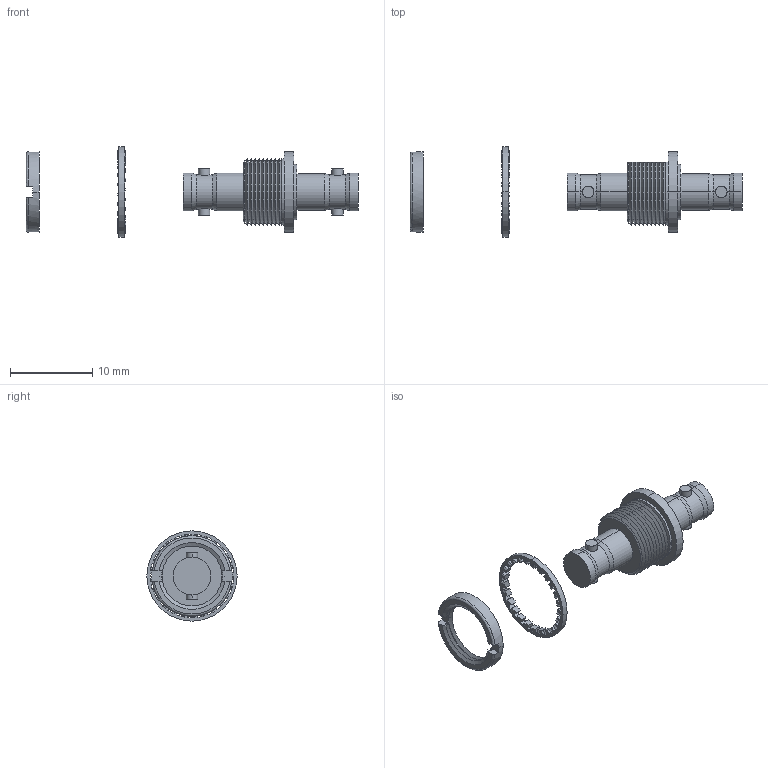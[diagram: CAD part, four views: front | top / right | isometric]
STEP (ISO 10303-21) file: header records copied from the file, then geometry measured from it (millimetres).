
FILE_DESCRIPTION (( 'STEP AP214' ), '1' );
FILE_NAME ('V7C00018.STEP', '2018-10-26T17:38:40', ( '' ), ( '' ), 'SwSTEP 2.0', 'SolidWorks 2017', '' );
FILE_SCHEMA (( 'AUTOMOTIVE_DESIGN' ));
Length unit declared in the file: inch
Products named in the file (4): V7C00018-MA2; V7C00018; V7C00018-MA1; V7C00018-MA3
Assembly tree (3 placements, depth 2):
  V7C00018
    V7C00018-MA1
    V7C00018-MA3
    V7C00018-MA2
Bounding box: 40.49 x 11 x 11 mm (x, y, z)
Volume: 626.7 mm3; surface area: 917.7 mm2
Topology: 3 solids, 3 shells, 379 faces, 988 edges, 618 vertices
Faces by surface type: plane 257, cone 62, cylinder 58, torus 2
Entity records: 12240 total; most frequent: CARTESIAN_POINT 2356, ORIENTED_EDGE 1976, DIRECTION 1891, EDGE_CURVE 988, LINE 757, VECTOR 757, VERTEX_POINT 618, AXIS2_PLACEMENT_3D 567
